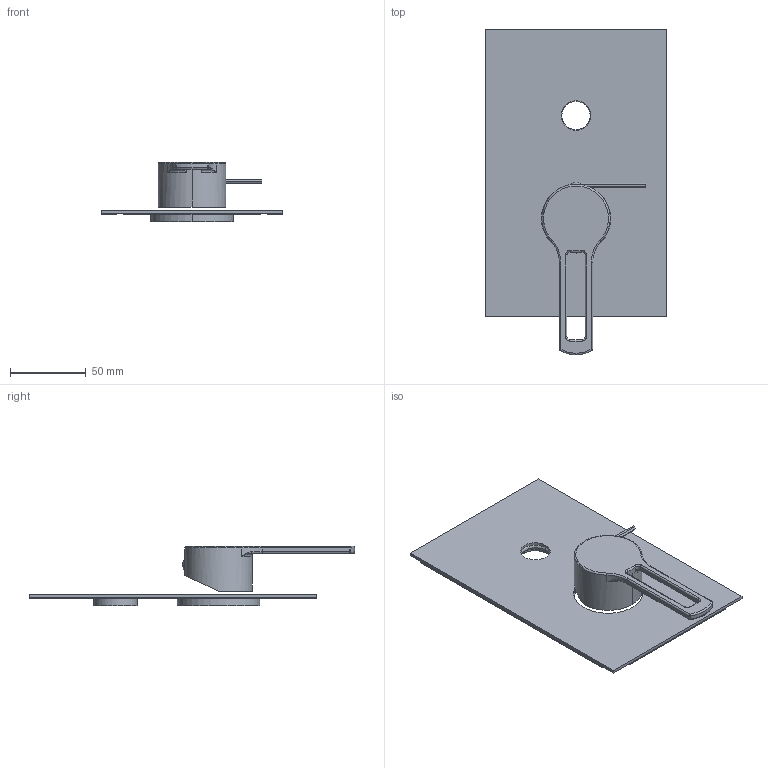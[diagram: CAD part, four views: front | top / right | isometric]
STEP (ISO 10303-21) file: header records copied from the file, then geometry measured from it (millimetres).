
FILE_DESCRIPTION((''),'2;1');
FILE_NAME('RIN015CR-MEST_ASM','2021-02-02T09:07:15',('stefano.gianpani'),('PAFFONI SpA'),'CREO PARAMETRIC BY PTC INC, 2020044','CREO PARAMETRIC BY PTC INC, 2020044','');
FILE_SCHEMA(('CONFIG_CONTROL_DESIGN','SHAPE_APPEARANCE_LAYERS_GROUPS'));
Length unit declared in the file: millimetre
Products named in the file (11): 4061200CR; 592305004A2; TCF0691105CR; CHBR25; 8001128_ASM; 4061169CRI; 2092467_AF1; 2092468_AF0; 2091415; 2091417; RIN015CR-MEST_ASM
Assembly tree (12 placements, depth 3):
  RIN015CR-MEST_ASM
    4061200CR
    8001128_ASM
      592305004A2
      TCF0691105CR
      CHBR25
    4061169CRI
    2092467_AF1
    2092468_AF0
    2091415  x2
    2091417  x2
Bounding box: 120 x 215 x 39 mm (x, y, z)
Volume: 68178.6 mm3; surface area: 75004.8 mm2
Topology: 11 solids, 13 shells, 286 faces, 643 edges, 382 vertices
Faces by surface type: plane 100, cylinder 75, torus 44, cone 23, bspline 22, sphere 22
Entity records: 11161 total; most frequent: CARTESIAN_POINT 2805, DIRECTION 1407, ORIENTED_EDGE 1226, PRESENTATION_STYLE_ASSIGNMENT 628, STYLED_ITEM 628, CURVE_STYLE 617, EDGE_CURVE 617, AXIS2_PLACEMENT_3D 575
